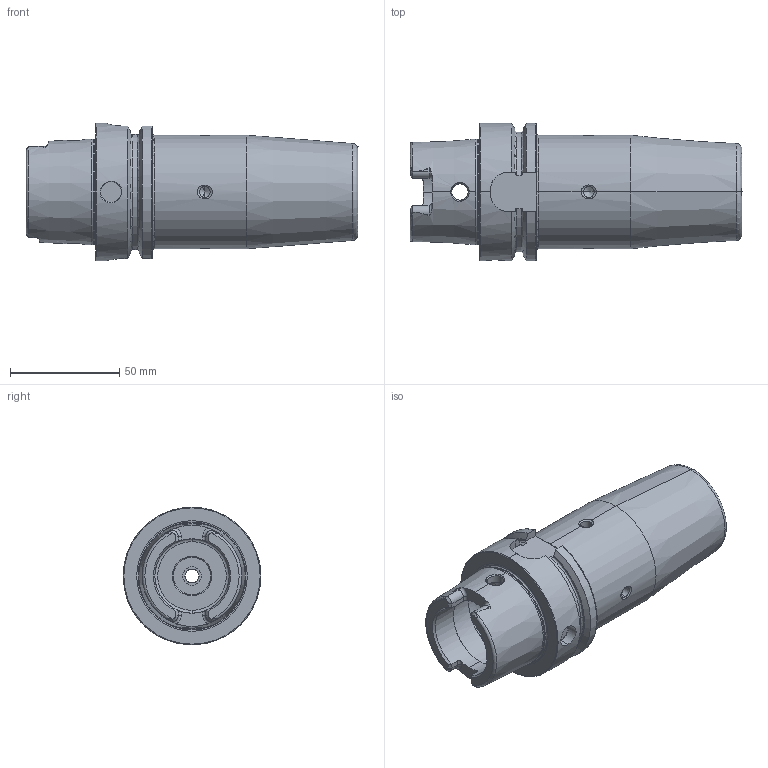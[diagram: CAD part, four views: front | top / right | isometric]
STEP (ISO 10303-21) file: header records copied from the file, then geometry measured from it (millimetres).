
FILE_DESCRIPTION (( 'STEP AP203' ), '1' );
FILE_NAME ('HA6-S32.K21.120.STEP', '2014-07-10T11:31:11', ( 'SwiAdmin' ), ( '' ), 'SwSTEP 2.0', 'SolidWorks 2012', '' );
FILE_SCHEMA (( 'CONFIG_CONTROL_DESIGN' ));
Length unit declared in the file: millimetre
Products named in the file (4): HA6-S32.K21.120; ERU-CJ3.001.008; ERU-AN5.K01.020_A; HA6-S32.K21.120_C_Fertigbearbeitung
Assembly tree (4 placements, depth 2):
  HA6-S32.K21.120
    HA6-S32.K21.120_C_Fertigbearbeitung
    ERU-AN5.K01.020_A
    ERU-CJ3.001.008  x2
Bounding box: 152 x 63 x 63 mm (x, y, z)
Volume: 211278.1 mm3; surface area: 47373.4 mm2
Topology: 4 solids, 4 shells, 296 faces, 745 edges, 449 vertices
Faces by surface type: plane 102, cylinder 83, cone 68, torus 39, bspline 4
Entity records: 10515 total; most frequent: CARTESIAN_POINT 3536, ORIENTED_EDGE 1398, DIRECTION 1348, EDGE_CURVE 699, AXIS2_PLACEMENT_3D 526, VERTEX_POINT 429, EDGE_LOOP 298, VECTOR 296
